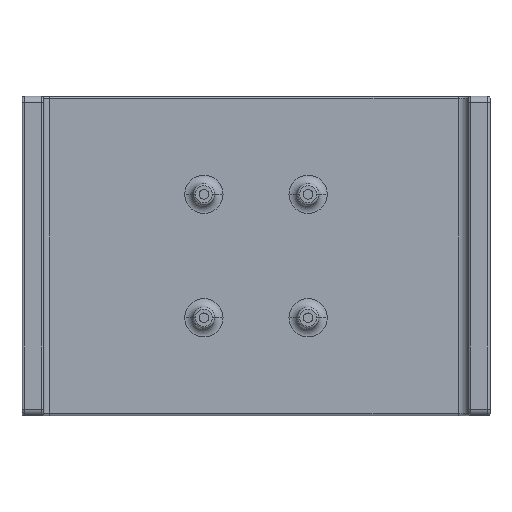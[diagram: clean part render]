
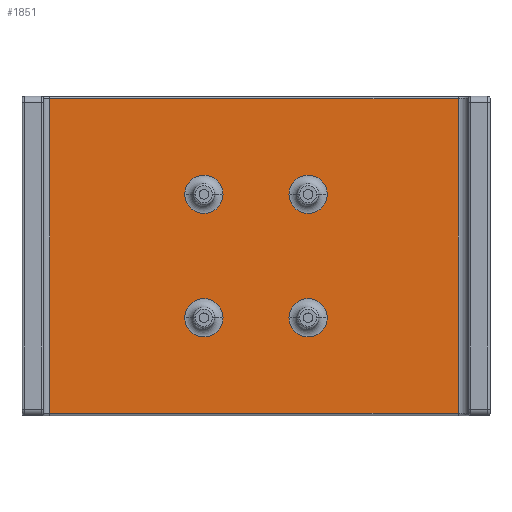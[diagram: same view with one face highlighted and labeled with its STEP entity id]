
A CAD part, top view. The second image highlights one B-rep face of the part: STEP entity #1851.
In plain terms, the highlighted planar face has unit normal (0, 0, 1).
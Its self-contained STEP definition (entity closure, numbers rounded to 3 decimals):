
#475=CARTESIAN_POINT('',(-24.5,-29.,-40.));
#476=DIRECTION('',(0.,0.,1.));
#477=DIRECTION('',(1.,0.,0.));
#478=AXIS2_PLACEMENT_3D('',#475,#476,#477);
#480=CARTESIAN_POINT('',(-24.5,-29.,-40.));
#481=DIRECTION('',(0.,0.,1.));
#482=DIRECTION('',(-1.,0.,0.));
#483=AXIS2_PLACEMENT_3D('',#480,#481,#482);
#485=CARTESIAN_POINT('',(24.5,-29.,-40.));
#486=DIRECTION('',(0.,0.,1.));
#487=DIRECTION('',(1.,0.,0.));
#488=AXIS2_PLACEMENT_3D('',#485,#486,#487);
#490=CARTESIAN_POINT('',(24.5,-29.,-40.));
#491=DIRECTION('',(0.,0.,1.));
#492=DIRECTION('',(-1.,0.,0.));
#493=AXIS2_PLACEMENT_3D('',#490,#491,#492);
#495=CARTESIAN_POINT('',(-24.5,29.,-40.));
#496=DIRECTION('',(0.,0.,1.));
#497=DIRECTION('',(1.,0.,0.));
#498=AXIS2_PLACEMENT_3D('',#495,#496,#497);
#500=CARTESIAN_POINT('',(-24.5,29.,-40.));
#501=DIRECTION('',(0.,0.,1.));
#502=DIRECTION('',(-1.,0.,0.));
#503=AXIS2_PLACEMENT_3D('',#500,#501,#502);
#505=CARTESIAN_POINT('',(24.5,29.,-40.));
#506=DIRECTION('',(0.,0.,1.));
#507=DIRECTION('',(-1.,0.,0.));
#508=AXIS2_PLACEMENT_3D('',#505,#506,#507);
#510=CARTESIAN_POINT('',(24.5,29.,-40.));
#511=DIRECTION('',(0.,0.,1.));
#512=DIRECTION('',(1.,0.,0.));
#513=AXIS2_PLACEMENT_3D('',#510,#511,#512);
#515=DIRECTION('',(-1.,0.,0.));
#516=VECTOR('',#515,192.);
#517=CARTESIAN_POINT('',(95.,-74.,-40.));
#518=LINE('',#517,#516);
#519=DIRECTION('',(0.,1.,0.));
#520=VECTOR('',#519,148.);
#521=CARTESIAN_POINT('',(-97.,-74.,-40.));
#522=LINE('',#521,#520);
#523=DIRECTION('',(1.,0.,0.));
#524=VECTOR('',#523,192.);
#525=CARTESIAN_POINT('',(-97.,74.,-40.));
#526=LINE('',#525,#524);
#527=DIRECTION('',(0.,1.,0.));
#528=VECTOR('',#527,148.);
#529=CARTESIAN_POINT('',(95.,-74.,-40.));
#530=LINE('',#529,#528);
#985=CARTESIAN_POINT('',(-15.5,-29.,-40.));
#986=CARTESIAN_POINT('',(-33.5,-29.,-40.));
#987=VERTEX_POINT('',#985);
#988=VERTEX_POINT('',#986);
#993=CARTESIAN_POINT('',(33.5,-29.,-40.));
#994=CARTESIAN_POINT('',(15.5,-29.,-40.));
#995=VERTEX_POINT('',#993);
#996=VERTEX_POINT('',#994);
#1001=CARTESIAN_POINT('',(-15.5,29.,-40.));
#1002=CARTESIAN_POINT('',(-33.5,29.,-40.));
#1003=VERTEX_POINT('',#1001);
#1004=VERTEX_POINT('',#1002);
#1009=CARTESIAN_POINT('',(15.5,29.,-40.));
#1010=CARTESIAN_POINT('',(33.5,29.,-40.));
#1011=VERTEX_POINT('',#1009);
#1012=VERTEX_POINT('',#1010);
#1085=CARTESIAN_POINT('',(95.,74.,-40.));
#1087=VERTEX_POINT('',#1085);
#1111=CARTESIAN_POINT('',(95.,-74.,-40.));
#1112=VERTEX_POINT('',#1111);
#1115=CARTESIAN_POINT('',(-97.,-74.,-40.));
#1116=VERTEX_POINT('',#1115);
#1143=CARTESIAN_POINT('',(-97.,74.,-40.));
#1144=VERTEX_POINT('',#1143);
#1814=CARTESIAN_POINT('',(-100.,-75.,-40.));
#1815=DIRECTION('',(0.,0.,1.));
#1816=DIRECTION('',(1.,0.,0.));
#1817=AXIS2_PLACEMENT_3D('',#1814,#1815,#1816);
#1818=PLANE('',#1817);
#1819=ORIENTED_EDGE('',*,*,#1360,.T.);
#1821=ORIENTED_EDGE('',*,*,#1820,.T.);
#1823=ORIENTED_EDGE('',*,*,#1822,.T.);
#1824=ORIENTED_EDGE('',*,*,#1809,.F.);
#1825=EDGE_LOOP('',(#1819,#1821,#1823,#1824));
#1826=FACE_OUTER_BOUND('',#1825,.F.);
#1828=ORIENTED_EDGE('',*,*,#1827,.T.);
#1830=ORIENTED_EDGE('',*,*,#1829,.T.);
#1831=EDGE_LOOP('',(#1828,#1830));
#1832=FACE_BOUND('',#1831,.F.);
#1834=ORIENTED_EDGE('',*,*,#1833,.T.);
#1836=ORIENTED_EDGE('',*,*,#1835,.T.);
#1837=EDGE_LOOP('',(#1834,#1836));
#1838=FACE_BOUND('',#1837,.F.);
#1840=ORIENTED_EDGE('',*,*,#1839,.T.);
#1842=ORIENTED_EDGE('',*,*,#1841,.T.);
#1843=EDGE_LOOP('',(#1840,#1842));
#1844=FACE_BOUND('',#1843,.F.);
#1846=ORIENTED_EDGE('',*,*,#1845,.T.);
#1848=ORIENTED_EDGE('',*,*,#1847,.T.);
#1849=EDGE_LOOP('',(#1846,#1848));
#1850=FACE_BOUND('',#1849,.F.);
#1851=ADVANCED_FACE('',(#1826,#1832,#1838,#1844,#1850),#1818,.T.);
#479=CIRCLE('',#478,9.);
#484=CIRCLE('',#483,9.);
#489=CIRCLE('',#488,9.);
#494=CIRCLE('',#493,9.);
#499=CIRCLE('',#498,9.);
#504=CIRCLE('',#503,9.);
#509=CIRCLE('',#508,9.);
#514=CIRCLE('',#513,9.);
#1360=EDGE_CURVE('',#1112,#1116,#518,.T.);
#1809=EDGE_CURVE('',#1112,#1087,#530,.T.);
#1820=EDGE_CURVE('',#1116,#1144,#522,.T.);
#1822=EDGE_CURVE('',#1144,#1087,#526,.T.);
#1827=EDGE_CURVE('',#995,#996,#489,.T.);
#1829=EDGE_CURVE('',#996,#995,#494,.T.);
#1833=EDGE_CURVE('',#1003,#1004,#499,.T.);
#1835=EDGE_CURVE('',#1004,#1003,#504,.T.);
#1839=EDGE_CURVE('',#1011,#1012,#509,.T.);
#1841=EDGE_CURVE('',#1012,#1011,#514,.T.);
#1845=EDGE_CURVE('',#987,#988,#479,.T.);
#1847=EDGE_CURVE('',#988,#987,#484,.T.);
